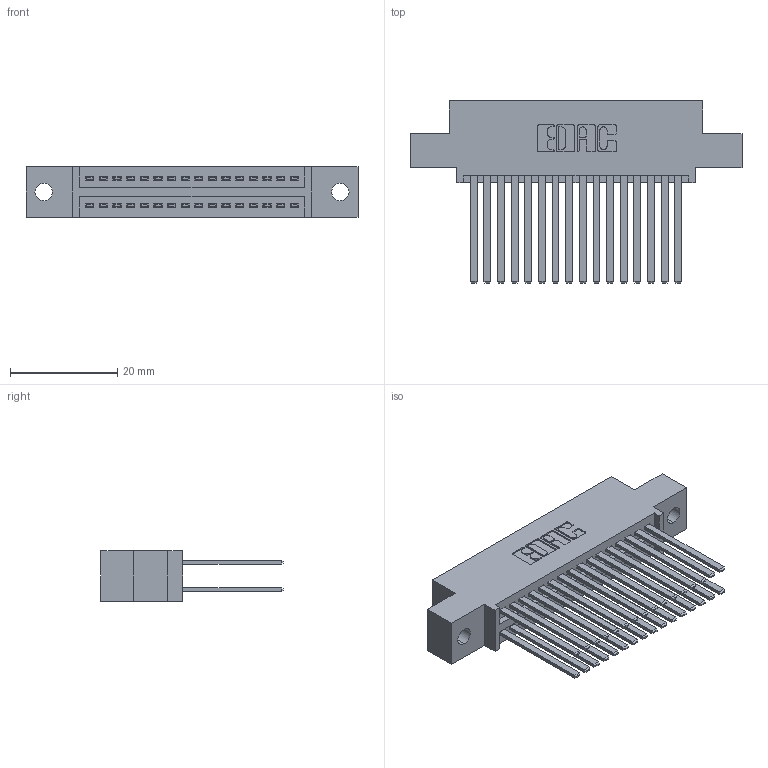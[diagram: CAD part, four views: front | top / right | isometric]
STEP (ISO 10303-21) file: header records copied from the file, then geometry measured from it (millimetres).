
FILE_DESCRIPTION (( 'STEP AP203' ), '1' );
FILE_NAME ('395-032-544-502.STEP', '2019-10-17T16:16:36', ( '' ), ( '' ), 'SwSTEP 2.0', 'SolidWorks 2016', '' );
FILE_SCHEMA (( 'CONFIG_CONTROL_DESIGN' ));
Length unit declared in the file: inch
Products named in the file (3): 345 Part_0.110 Offset - 0.128 Dia; 345-292-001_345-293-144; 395-032-544-502
Assembly tree (33 placements, depth 2):
  395-032-544-502
    345 Part_0.110 Offset - 0.128 Dia
    345-292-001_345-293-144  x32
Bounding box: 61.85 x 33.96 x 9.4 mm (x, y, z)
Volume: 6105.3 mm3; surface area: 9655.9 mm2
Topology: 33 solids, 33 shells, 1538 faces, 4545 edges, 2986 vertices
Faces by surface type: plane 1012, cylinder 526
Entity records: 16005 total; most frequent: CARTESIAN_POINT 2708, ORIENTED_EDGE 2642, DIRECTION 2417, EDGE_CURVE 1321, LINE 1129, VECTOR 1129, VERTEX_POINT 878, AXIS2_PLACEMENT_3D 644
